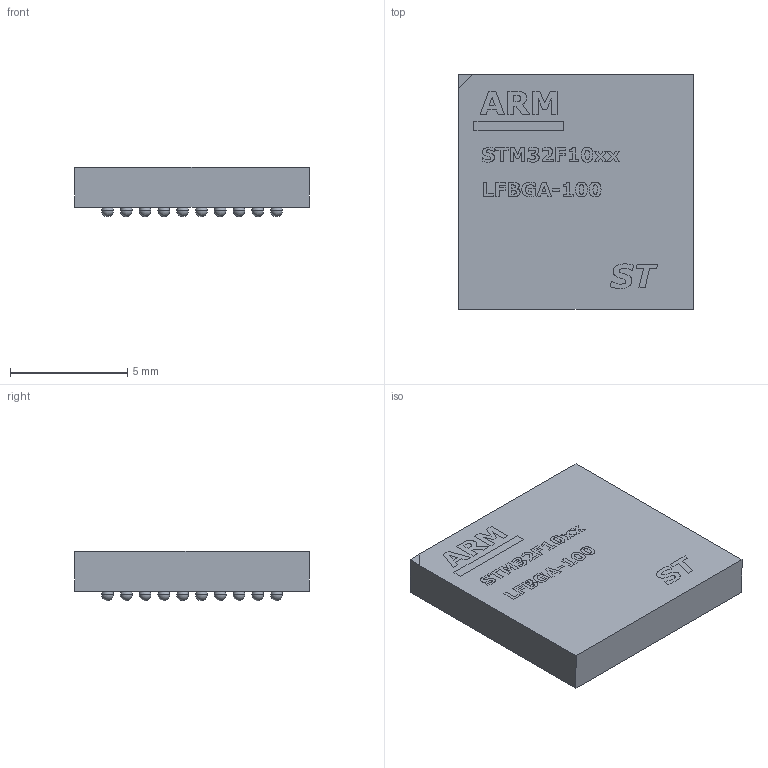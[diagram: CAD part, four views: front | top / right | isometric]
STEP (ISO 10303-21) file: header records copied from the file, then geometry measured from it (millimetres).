
FILE_DESCRIPTION (( 'STEP AP214' ), '1' );
FILE_NAME ('User Library-A3D-009-00025.STEP', '2020-12-25T09:10:33', ( '' ), ( '' ), 'SwSTEP 2.0', 'SolidWorks 2020', '' );
FILE_SCHEMA (( 'AUTOMOTIVE_DESIGN' ));
Length unit declared in the file: millimetre
Products named in the file (1): User Library-A3D-009-00025
Bounding box: 10 x 10 x 2.1 mm (x, y, z)
Volume: 175.9 mm3; surface area: 318.3 mm2
Topology: 1 solids, 1 shells, 241 faces, 1140 edges, 934 vertices
Faces by surface type: sphere 200, plane 41
Entity records: 10904 total; most frequent: CARTESIAN_POINT 3242, DIRECTION 1494, ORIENTED_EDGE 1480, EDGE_CURVE 740, VERTEX_POINT 734, AXIS2_PLACEMENT_3D 642, EDGE_LOOP 474, CIRCLE 400
